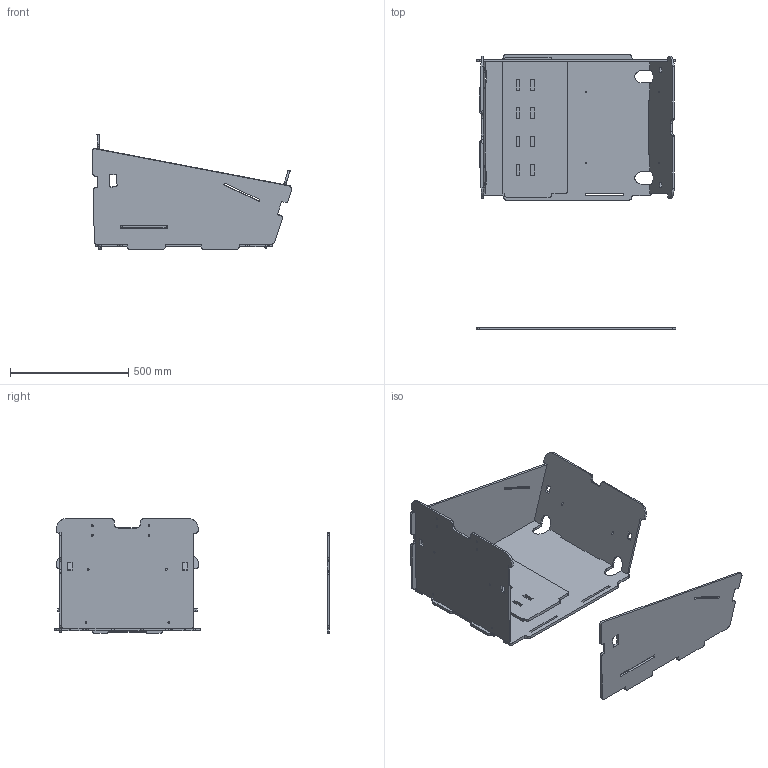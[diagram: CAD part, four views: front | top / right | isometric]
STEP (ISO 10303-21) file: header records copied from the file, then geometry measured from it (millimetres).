
FILE_DESCRIPTION(('HOOPS Exchange Step'),'2;1');
FILE_NAME('temp_export','2022-12-21T13:35:19+01:00',('mobile'),('Shapr3D Limited'),'HOOPS Exchange 2022.1','Shapr3D','Authorized');
FILE_SCHEMA( ('AUTOMOTIVE_DESIGN { 1 0 10303 214 1 1 1 1 }') );
Length unit declared in the file: millimetre
Products named in the file (1): root
Bounding box: 842.65 x 1161.98 x 485.33 mm (x, y, z)
Volume: 15573563.4 mm3; surface area: 3274068.3 mm2
Topology: 6 solids, 6 shells, 433 faces, 1263 edges, 842 vertices
Faces by surface type: plane 254, bspline 161, cylinder 18
Entity records: 15965 total; most frequent: CARTESIAN_POINT 5388, ORIENTED_EDGE 2526, DIRECTION 1523, EDGE_CURVE 1263, VECTOR 905, LINE 905, VERTEX_POINT 842, EDGE_LOOP 509
